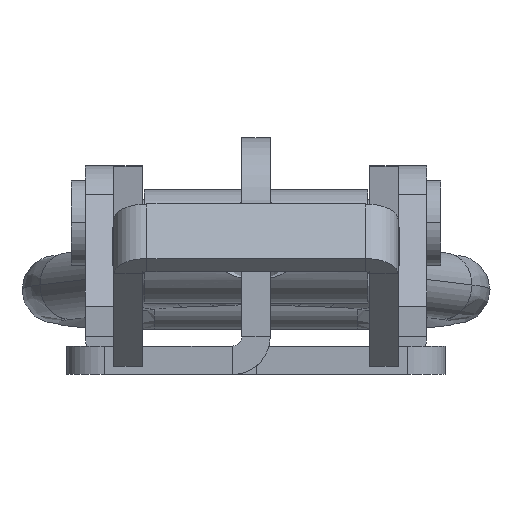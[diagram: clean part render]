
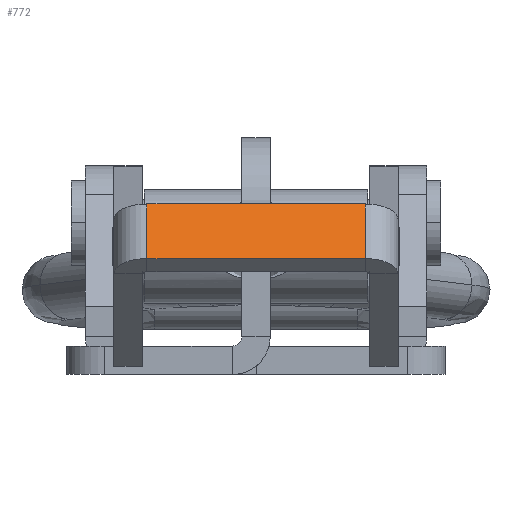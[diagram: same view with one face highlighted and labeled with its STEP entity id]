
A CAD part, front view. The second image highlights one B-rep face of the part: STEP entity #772.
In plain terms, the highlighted face is planar.
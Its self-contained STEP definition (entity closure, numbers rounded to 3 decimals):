
#24 = VECTOR ( 'NONE', #4950, 1000. ) ;
#84 = LINE ( 'NONE', #874, #4545 ) ;
#171 = VERTEX_POINT ( 'NONE', #5185 ) ;
#387 = AXIS2_PLACEMENT_3D ( 'NONE', #1225, #2532, #1682 ) ;
#433 = LINE ( 'NONE', #2038, #24 ) ;
#488 = LINE ( 'NONE', #2165, #3278 ) ;
#504 = PLANE ( 'NONE',  #387 ) ;
#607 = ORIENTED_EDGE ( 'NONE', *, *, #2690, .F. ) ;
#677 = CARTESIAN_POINT ( 'NONE',  ( 88.341, 19.377, -3.5 ) ) ;
#772 = ADVANCED_FACE ( 'NONE', ( #933 ), #504, .F. ) ;
#874 = CARTESIAN_POINT ( 'NONE',  ( 68.382, 47.882, -3.5 ) ) ;
#920 = DIRECTION ( 'NONE',  ( -0.574, 0.819, 0. ) ) ;
#933 = FACE_OUTER_BOUND ( 'NONE', #4000, .T. ) ;
#1225 = CARTESIAN_POINT ( 'NONE',  ( 68.382, 47.882, 0. ) ) ;
#1675 = CARTESIAN_POINT ( 'NONE',  ( 88.341, 19.377, -26.5 ) ) ;
#1682 = DIRECTION ( 'NONE',  ( 0.574, -0.819, 0. ) ) ;
#2038 = CARTESIAN_POINT ( 'NONE',  ( 92.069, 14.053, -26.5 ) ) ;
#2067 = DIRECTION ( 'NONE',  ( 0., 0., 1. ) ) ;
#2165 = CARTESIAN_POINT ( 'NONE',  ( 88.341, 19.377, -26.5 ) ) ;
#2247 = VERTEX_POINT ( 'NONE', #4534 ) ;
#2448 = EDGE_CURVE ( 'NONE', #171, #5351, #488, .T. ) ;
#2532 = DIRECTION ( 'NONE',  ( -0.819, -0.574, 0. ) ) ;
#2690 = EDGE_CURVE ( 'NONE', #2247, #3926, #84, .T. ) ;
#3278 = VECTOR ( 'NONE', #920, 1000. ) ;
#3679 = EDGE_CURVE ( 'NONE', #2247, #171, #433, .T. ) ;
#3736 = CARTESIAN_POINT ( 'NONE',  ( 88.341, 19.377, -3. ) ) ;
#3926 = VERTEX_POINT ( 'NONE', #677 ) ;
#4000 = EDGE_LOOP ( 'NONE', ( #607, #5333, #5344, #5366 ) ) ;
#4534 = CARTESIAN_POINT ( 'NONE',  ( 92.069, 14.053, -3.5 ) ) ;
#4545 = VECTOR ( 'NONE', #5061, 1000. ) ;
#4647 = VECTOR ( 'NONE', #2067, 1000. ) ;
#4703 = EDGE_CURVE ( 'NONE', #5351, #3926, #4908, .T. ) ;
#4908 = LINE ( 'NONE', #3736, #4647 ) ;
#4950 = DIRECTION ( 'NONE',  ( 0., 0., -1. ) ) ;
#5061 = DIRECTION ( 'NONE',  ( -0.574, 0.819, 0. ) ) ;
#5185 = CARTESIAN_POINT ( 'NONE',  ( 92.069, 14.053, -26.5 ) ) ;
#5333 = ORIENTED_EDGE ( 'NONE', *, *, #3679, .T. ) ;
#5344 = ORIENTED_EDGE ( 'NONE', *, *, #2448, .T. ) ;
#5351 = VERTEX_POINT ( 'NONE', #1675 ) ;
#5366 = ORIENTED_EDGE ( 'NONE', *, *, #4703, .T. ) ;
